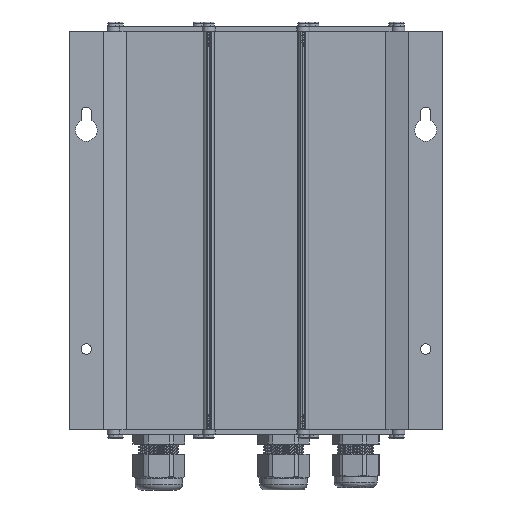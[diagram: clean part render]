
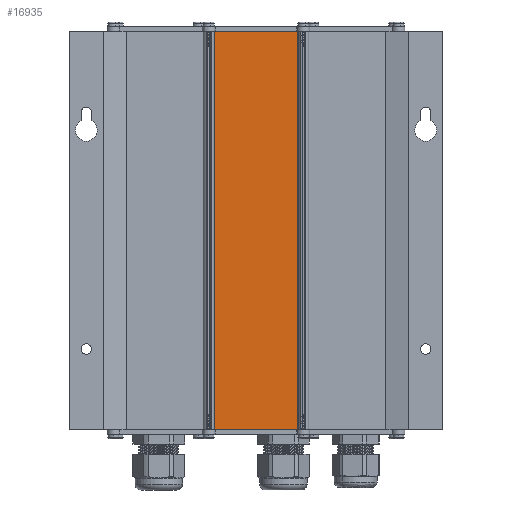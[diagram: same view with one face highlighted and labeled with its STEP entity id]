
A CAD part, front view. The second image highlights one B-rep face of the part: STEP entity #16935.
In plain terms, the highlighted planar face has unit normal (0, -1, 0).
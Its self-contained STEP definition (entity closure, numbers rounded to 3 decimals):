
#2823 = AXIS2_PLACEMENT_3D ( 'NONE', #85964, #43952, #30619 ) ;
#7068 = ORIENTED_EDGE ( 'NONE', *, *, #39098, .T. ) ;
#7790 = VECTOR ( 'NONE', #75458, 1000. ) ;
#9075 = LINE ( 'NONE', #48557, #40540 ) ;
#14255 = VERTEX_POINT ( 'NONE', #66868 ) ;
#16935 = ADVANCED_FACE ( 'NONE', ( #23199 ), #36698, .F. ) ;
#19675 = CARTESIAN_POINT ( 'NONE',  ( -21.802, 6.375, 109.431 ) ) ;
#22212 = CARTESIAN_POINT ( 'NONE',  ( 21.802, 6.375, -101.6 ) ) ;
#23199 = FACE_OUTER_BOUND ( 'NONE', #75920, .T. ) ;
#30619 = DIRECTION ( 'NONE',  ( -1., 0., 0. ) ) ;
#31255 = EDGE_CURVE ( 'NONE', #62182, #14255, #9075, .T. ) ;
#31966 = EDGE_CURVE ( 'NONE', #50100, #62182, #69576, .T. ) ;
#36698 = PLANE ( 'NONE',  #2823 ) ;
#38468 = CARTESIAN_POINT ( 'NONE',  ( -21.802, 6.375, -101.6 ) ) ;
#39098 = EDGE_CURVE ( 'NONE', #50100, #58900, #47803, .T. ) ;
#40540 = VECTOR ( 'NONE', #62771, 1000. ) ;
#43952 = DIRECTION ( 'NONE',  ( 0., 1., 0. ) ) ;
#47803 = LINE ( 'NONE', #47935, #7790 ) ;
#47935 = CARTESIAN_POINT ( 'NONE',  ( -66.23, 6.375, -101.6 ) ) ;
#48557 = CARTESIAN_POINT ( 'NONE',  ( -66.23, 6.375, 101.6 ) ) ;
#50100 = VERTEX_POINT ( 'NONE', #38468 ) ;
#54433 = CARTESIAN_POINT ( 'NONE',  ( 21.802, 6.375, 109.431 ) ) ;
#58296 = ORIENTED_EDGE ( 'NONE', *, *, #31255, .F. ) ;
#58900 = VERTEX_POINT ( 'NONE', #22212 ) ;
#61408 = DIRECTION ( 'NONE',  ( 0., 0., -1. ) ) ;
#62182 = VERTEX_POINT ( 'NONE', #75354 ) ;
#62771 = DIRECTION ( 'NONE',  ( 1., 0., 0. ) ) ;
#65970 = EDGE_CURVE ( 'NONE', #14255, #58900, #66072, .T. ) ;
#66072 = LINE ( 'NONE', #54433, #75789 ) ;
#66868 = CARTESIAN_POINT ( 'NONE',  ( 21.802, 6.375, 101.6 ) ) ;
#69576 = LINE ( 'NONE', #19675, #78226 ) ;
#75316 = DIRECTION ( 'NONE',  ( 0., 0., 1. ) ) ;
#75354 = CARTESIAN_POINT ( 'NONE',  ( -21.802, 6.375, 101.6 ) ) ;
#75458 = DIRECTION ( 'NONE',  ( 1., 0., 0. ) ) ;
#75789 = VECTOR ( 'NONE', #61408, 1000. ) ;
#75920 = EDGE_LOOP ( 'NONE', ( #78778, #58296, #78111, #7068 ) ) ;
#78111 = ORIENTED_EDGE ( 'NONE', *, *, #31966, .F. ) ;
#78226 = VECTOR ( 'NONE', #75316, 1000. ) ;
#78778 = ORIENTED_EDGE ( 'NONE', *, *, #65970, .F. ) ;
#85964 = CARTESIAN_POINT ( 'NONE',  ( -66.23, 6.375, 101.6 ) ) ;
